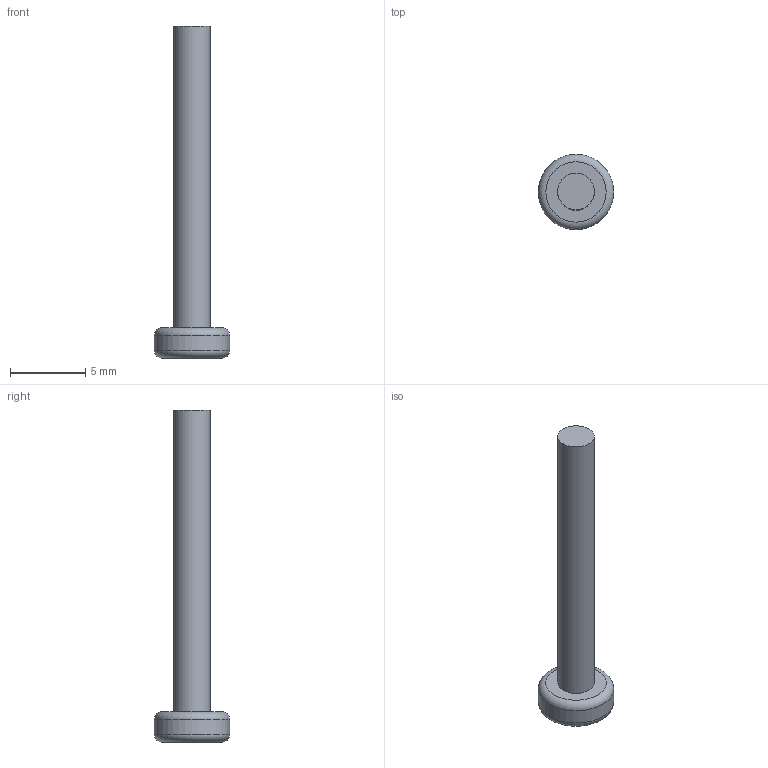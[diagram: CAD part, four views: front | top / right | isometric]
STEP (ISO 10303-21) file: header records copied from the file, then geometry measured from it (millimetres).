
FILE_DESCRIPTION(/* description */ (''),/* implementation_level */ '2;1');
FILE_NAME(/* name */ 'Screw_M2.5x20_v1.step',/* time_stamp */ '2022-03-24T13:16:52+04:00',/* author */ (''),/* organization */ (''),/* preprocessor_version */ 'ST-DEVELOPER v18.1',/* originating_system */ 'Autodesk Translation Framework v10.13.0.1454',/* authorisation */ '');
FILE_SCHEMA (('AUTOMOTIVE_DESIGN { 1 0 10303 214 3 1 1 }','MODEL_BASED_INTEGRATED_MANUFACTURING_SCHEMA'));
Length unit declared in the file: millimetre
Products named in the file (1): Screw M2.5x20
Bounding box: 5 x 5 x 22 mm (x, y, z)
Volume: 125.4 mm3; surface area: 228.4 mm2
Topology: 1 solids, 1 shells, 20 faces, 46 edges, 30 vertices
Faces by surface type: plane 16, torus 2, cylinder 2
Full cylindrical faces by diameter (mm): 2.43 x1, 5 x1
Entity records: 595 total; most frequent: CARTESIAN_POINT 97, DIRECTION 96, ORIENTED_EDGE 92, EDGE_CURVE 46, LINE 38, VECTOR 38, VERTEX_POINT 30, AXIS2_PLACEMENT_3D 29
